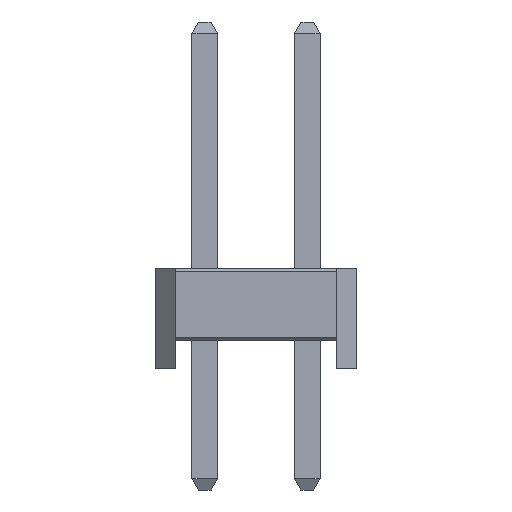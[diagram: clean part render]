
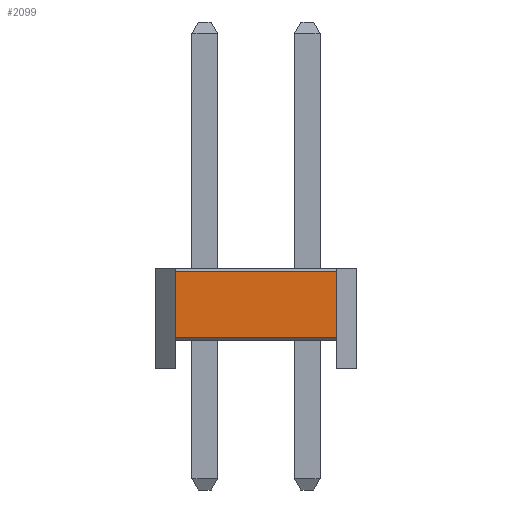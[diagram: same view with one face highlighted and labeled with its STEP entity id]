
A CAD part, left-side view. The second image highlights one B-rep face of the part: STEP entity #2099.
In plain terms, the highlighted planar face has unit normal (-1, 0, 0).
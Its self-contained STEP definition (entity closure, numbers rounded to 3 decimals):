
#2099=ADVANCED_FACE('',(#3389),#3391,.T.);
#3389=FACE_BOUND('',#3390,.T.);
#3390=EDGE_LOOP('',(#4258,#4259,#4260,#4261));
#3391=PLANE('',#3392);
#3392=AXIS2_PLACEMENT_3D('',#3393,#3394,#3395);
#3393=CARTESIAN_POINT('',(-1.27,3.27,0.));
#3394=DIRECTION('',(-1.,0.,0.));
#3395=DIRECTION('',(0.,-1.,0.));
#4258=ORIENTED_EDGE('',*,*,#4684,.T.);
#4259=ORIENTED_EDGE('',*,*,#4701,.T.);
#4260=ORIENTED_EDGE('',*,*,#4697,.T.);
#4261=ORIENTED_EDGE('',*,*,#4700,.F.);
#4684=EDGE_CURVE('',#5306,#5308,#5310,.F.);
#4697=EDGE_CURVE('',#5328,#5326,#5329,.F.);
#4700=EDGE_CURVE('',#5306,#5326,#5332,.T.);
#4701=EDGE_CURVE('',#5308,#5328,#5333,.T.);
#5306=VERTEX_POINT('',#6682);
#5308=VERTEX_POINT('',#6686);
#5310=LINE('',#6690,#6691);
#5326=VERTEX_POINT('',#6730);
#5328=VERTEX_POINT('',#6734);
#5329=LINE('',#6735,#6736);
#5332=LINE('',#6744,#6745);
#5333=LINE('',#6747,#6748);
#6682=CARTESIAN_POINT('',(-1.27,3.27,0.785));
#6686=CARTESIAN_POINT('',(-1.27,-0.73,0.785));
#6690=CARTESIAN_POINT('',(-1.27,-0.73,0.785));
#6691=VECTOR('',#6692,1.);
#6692=DIRECTION('',(0.,1.,0.));
#6730=CARTESIAN_POINT('',(-1.27,3.27,2.415));
#6734=CARTESIAN_POINT('',(-1.27,-0.73,2.415));
#6735=CARTESIAN_POINT('',(-1.27,3.27,2.415));
#6736=VECTOR('',#6737,1.);
#6737=DIRECTION('',(0.,-1.,0.));
#6744=CARTESIAN_POINT('',(-1.27,3.27,0.785));
#6745=VECTOR('',#6746,1.);
#6746=DIRECTION('',(0.,0.,1.));
#6747=CARTESIAN_POINT('',(-1.27,-0.73,0.785));
#6748=VECTOR('',#6749,1.);
#6749=DIRECTION('',(0.,0.,1.));
